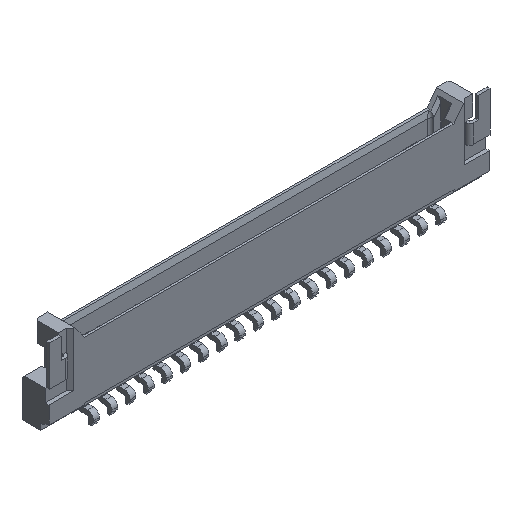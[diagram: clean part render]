
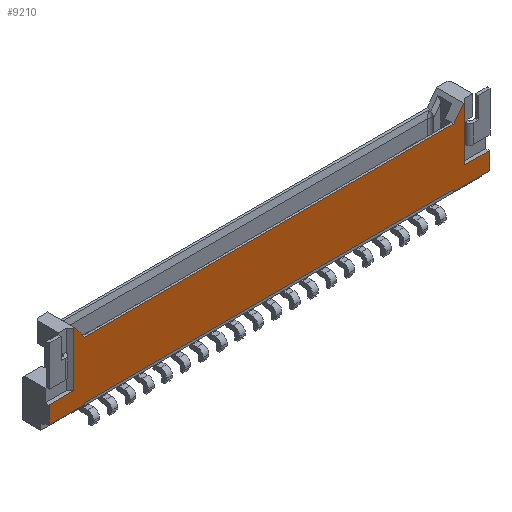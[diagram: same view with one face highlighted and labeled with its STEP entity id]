
A CAD part, isometric view. The second image highlights one B-rep face of the part: STEP entity #9210.
In plain terms, the highlighted planar face has unit normal (0, -1, 0).
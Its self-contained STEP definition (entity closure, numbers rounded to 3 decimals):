
#1=DIRECTION('',(0.,0.,-1.));
#2=VECTOR('',#1,3.7);
#3=CARTESIAN_POINT('',(-13.375,-0.925,2.75));
#4=LINE('',#3,#2);
#5=DIRECTION('',(1.,0.,0.));
#6=VECTOR('',#5,0.06);
#7=CARTESIAN_POINT('',(-13.375,-0.925,2.75));
#8=LINE('',#7,#6);
#9=DIRECTION('',(0.588,0.,-0.809));
#10=VECTOR('',#9,1.113);
#11=CARTESIAN_POINT('',(-13.315,-0.925,2.75));
#12=LINE('',#11,#10);
#13=DIRECTION('',(1.,0.,0.));
#14=VECTOR('',#13,25.32);
#15=CARTESIAN_POINT('',(-12.66,-0.925,1.85));
#16=LINE('',#15,#14);
#17=DIRECTION('',(0.588,0.,0.809));
#18=VECTOR('',#17,1.113);
#19=CARTESIAN_POINT('',(12.66,-0.925,1.85));
#20=LINE('',#19,#18);
#21=DIRECTION('',(1.,0.,0.));
#22=VECTOR('',#21,0.06);
#23=CARTESIAN_POINT('',(13.315,-0.925,2.75));
#24=LINE('',#23,#22);
#25=DIRECTION('',(0.,0.,1.));
#26=VECTOR('',#25,3.7);
#27=CARTESIAN_POINT('',(13.375,-0.925,-0.95));
#28=LINE('',#27,#26);
#29=DIRECTION('',(0.,0.,-1.));
#30=VECTOR('',#29,1.2);
#31=CARTESIAN_POINT('',(15.075,-0.925,-0.95));
#32=LINE('',#31,#30);
#33=DIRECTION('',(-1.,0.,0.));
#34=VECTOR('',#33,2.415);
#35=CARTESIAN_POINT('',(15.075,-0.925,-2.15));
#36=LINE('',#35,#34);
#37=DIRECTION('',(0.,0.,1.));
#38=VECTOR('',#37,0.1);
#39=CARTESIAN_POINT('',(12.66,-0.925,-2.15));
#40=LINE('',#39,#38);
#41=DIRECTION('',(1.,0.,0.));
#42=VECTOR('',#41,25.32);
#43=CARTESIAN_POINT('',(-12.66,-0.925,-2.05));
#44=LINE('',#43,#42);
#45=DIRECTION('',(0.,0.,1.));
#46=VECTOR('',#45,0.1);
#47=CARTESIAN_POINT('',(-12.66,-0.925,-2.15));
#48=LINE('',#47,#46);
#49=DIRECTION('',(-1.,0.,0.));
#50=VECTOR('',#49,2.415);
#51=CARTESIAN_POINT('',(-12.66,-0.925,-2.15));
#52=LINE('',#51,#50);
#53=DIRECTION('',(0.,0.,1.));
#54=VECTOR('',#53,1.2);
#55=CARTESIAN_POINT('',(-15.075,-0.925,-2.15));
#56=LINE('',#55,#54);
#61=DIRECTION('',(-1.,0.,0.));
#62=VECTOR('',#61,1.7);
#63=CARTESIAN_POINT('',(-13.375,-0.925,-0.95));
#64=LINE('',#63,#62);
#813=DIRECTION('',(-1.,0.,0.));
#814=VECTOR('',#813,1.7);
#815=CARTESIAN_POINT('',(15.075,-0.925,-0.95));
#816=LINE('',#815,#814);
#6995=CARTESIAN_POINT('',(12.66,-0.925,1.85));
#6996=CARTESIAN_POINT('',(13.315,-0.925,2.75));
#6997=VERTEX_POINT('',#6995);
#6998=VERTEX_POINT('',#6996);
#6999=CARTESIAN_POINT('',(-12.66,-0.925,1.85));
#7000=VERTEX_POINT('',#6999);
#7011=CARTESIAN_POINT('',(-13.315,-0.925,2.75));
#7012=VERTEX_POINT('',#7011);
#7177=CARTESIAN_POINT('',(15.075,-0.925,-0.95));
#7178=VERTEX_POINT('',#7177);
#7183=CARTESIAN_POINT('',(-15.075,-0.925,-0.95));
#7184=VERTEX_POINT('',#7183);
#7275=CARTESIAN_POINT('',(-13.375,-0.925,-0.95));
#7276=VERTEX_POINT('',#7275);
#7351=CARTESIAN_POINT('',(15.075,-0.925,-2.15));
#7352=VERTEX_POINT('',#7351);
#7355=CARTESIAN_POINT('',(-15.075,-0.925,-2.15));
#7356=VERTEX_POINT('',#7355);
#7369=CARTESIAN_POINT('',(-13.375,-0.925,2.75));
#7370=VERTEX_POINT('',#7369);
#7371=CARTESIAN_POINT('',(13.375,-0.925,2.75));
#7372=VERTEX_POINT('',#7371);
#7373=CARTESIAN_POINT('',(13.375,-0.925,-0.95));
#7374=VERTEX_POINT('',#7373);
#7423=CARTESIAN_POINT('',(12.66,-0.925,-2.15));
#7424=CARTESIAN_POINT('',(12.66,-0.925,-2.05));
#7425=VERTEX_POINT('',#7423);
#7426=VERTEX_POINT('',#7424);
#7427=CARTESIAN_POINT('',(-12.66,-0.925,-2.15));
#7428=CARTESIAN_POINT('',(-12.66,-0.925,-2.05));
#7429=VERTEX_POINT('',#7427);
#7430=VERTEX_POINT('',#7428);
#9171=CARTESIAN_POINT('',(0.,-0.925,0.));
#9172=DIRECTION('',(0.,-1.,0.));
#9173=DIRECTION('',(-1.,0.,0.));
#9174=AXIS2_PLACEMENT_3D('',#9171,#9172,#9173);
#9175=PLANE('',#9174);
#9177=ORIENTED_EDGE('',*,*,#9176,.F.);
#9179=ORIENTED_EDGE('',*,*,#9178,.T.);
#9181=ORIENTED_EDGE('',*,*,#9180,.T.);
#9183=ORIENTED_EDGE('',*,*,#9182,.T.);
#9185=ORIENTED_EDGE('',*,*,#9184,.T.);
#9187=ORIENTED_EDGE('',*,*,#9186,.T.);
#9189=ORIENTED_EDGE('',*,*,#9188,.F.);
#9191=ORIENTED_EDGE('',*,*,#9190,.F.);
#9193=ORIENTED_EDGE('',*,*,#9192,.T.);
#9195=ORIENTED_EDGE('',*,*,#9194,.T.);
#9197=ORIENTED_EDGE('',*,*,#9196,.T.);
#9199=ORIENTED_EDGE('',*,*,#9198,.F.);
#9201=ORIENTED_EDGE('',*,*,#9200,.F.);
#9203=ORIENTED_EDGE('',*,*,#9202,.T.);
#9205=ORIENTED_EDGE('',*,*,#9204,.T.);
#9207=ORIENTED_EDGE('',*,*,#9206,.F.);
#9208=EDGE_LOOP('',(#9177,#9179,#9181,#9183,#9185,#9187,#9189,#9191,#9193,#9195,
#9197,#9199,#9201,#9203,#9205,#9207));
#9209=FACE_OUTER_BOUND('',#9208,.F.);
#9210=ADVANCED_FACE('',(#9209),#9175,.T.);
#9176=EDGE_CURVE('',#7370,#7276,#4,.T.);
#9178=EDGE_CURVE('',#7370,#7012,#8,.T.);
#9180=EDGE_CURVE('',#7012,#7000,#12,.T.);
#9182=EDGE_CURVE('',#7000,#6997,#16,.T.);
#9184=EDGE_CURVE('',#6997,#6998,#20,.T.);
#9186=EDGE_CURVE('',#6998,#7372,#24,.T.);
#9188=EDGE_CURVE('',#7374,#7372,#28,.T.);
#9190=EDGE_CURVE('',#7178,#7374,#816,.T.);
#9192=EDGE_CURVE('',#7178,#7352,#32,.T.);
#9194=EDGE_CURVE('',#7352,#7425,#36,.T.);
#9196=EDGE_CURVE('',#7425,#7426,#40,.T.);
#9198=EDGE_CURVE('',#7430,#7426,#44,.T.);
#9200=EDGE_CURVE('',#7429,#7430,#48,.T.);
#9202=EDGE_CURVE('',#7429,#7356,#52,.T.);
#9204=EDGE_CURVE('',#7356,#7184,#56,.T.);
#9206=EDGE_CURVE('',#7276,#7184,#64,.T.);
